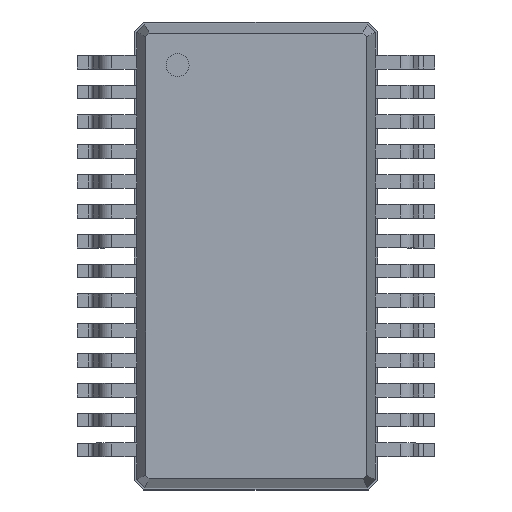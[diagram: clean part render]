
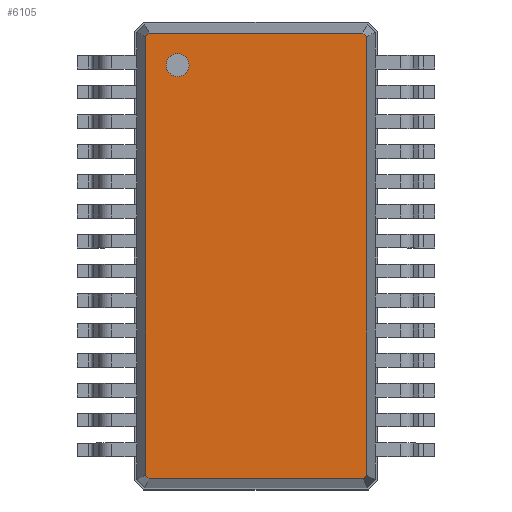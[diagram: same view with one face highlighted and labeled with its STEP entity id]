
A CAD part, top view. The second image highlights one B-rep face of the part: STEP entity #6105.
In plain terms, the highlighted planar face has unit normal (0, 0, 1).
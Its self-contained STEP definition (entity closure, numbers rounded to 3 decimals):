
#13=DIRECTION('',(0.,0.,1.));
#27=VECTOR('',#28,1.);
#28=DIRECTION('',(1.,0.,0.));
#51=VECTOR('',#52,1.);
#52=DIRECTION('',(0.707,-0.707,0.));
#58=VECTOR('',#59,1.);
#59=DIRECTION('',(0.,-1.,0.));
#65=VECTOR('',#66,1.);
#66=DIRECTION('',(-0.707,-0.707,0.));
#72=VECTOR('',#73,1.);
#73=DIRECTION('',(-1.,0.,0.));
#79=VECTOR('',#80,1.);
#80=DIRECTION('',(-0.707,0.707,0.));
#86=VECTOR('',#87,1.);
#87=DIRECTION('',(0.,1.,0.));
#91=VECTOR('',#92,1.);
#92=DIRECTION('',(0.707,0.707,0.));
#1813=VERTEX_POINT('',#1814);
#1814=CARTESIAN_POINT('',(-2.407,4.778,2.1));
#1816=ORIENTED_EDGE('',*,*,#1817,.F.);
#1817=EDGE_CURVE('',#1818,#1813,#1820,.T.);
#1818=VERTEX_POINT('',#1819);
#1819=CARTESIAN_POINT('',(-2.407,-4.778,2.1));
#1820=LINE('',#1819,#86);
#1831=VERTEX_POINT('',#1832);
#1832=CARTESIAN_POINT('',(-2.328,4.857,2.1));
#1834=ORIENTED_EDGE('',*,*,#1835,.F.);
#1835=EDGE_CURVE('',#1813,#1831,#1836,.T.);
#1836=LINE('',#1814,#91);
#1845=VERTEX_POINT('',#1846);
#1846=CARTESIAN_POINT('',(2.328,4.857,2.1));
#1848=ORIENTED_EDGE('',*,*,#1849,.F.);
#1849=EDGE_CURVE('',#1831,#1845,#1850,.T.);
#1850=LINE('',#1832,#27);
#1859=VERTEX_POINT('',#1860);
#1860=CARTESIAN_POINT('',(2.407,4.778,2.1));
#1862=ORIENTED_EDGE('',*,*,#1863,.F.);
#1863=EDGE_CURVE('',#1845,#1859,#1864,.T.);
#1864=LINE('',#1846,#51);
#1985=VERTEX_POINT('',#1986);
#1986=CARTESIAN_POINT('',(2.407,-4.778,2.1));
#1988=ORIENTED_EDGE('',*,*,#1989,.F.);
#1989=EDGE_CURVE('',#1859,#1985,#1990,.T.);
#1990=LINE('',#1860,#58);
#6105=ADVANCED_FACE('',(#6106,#6121),#6131,.T.);
#6106=FACE_BOUND('',#6107,.T.);
#6107=EDGE_LOOP('',(#1848,#1834,#1816,#6108,#6113,#6118,#1988,#1862));
#6108=ORIENTED_EDGE('',*,*,#6109,.F.);
#6109=EDGE_CURVE('',#6110,#1818,#6112,.T.);
#6110=VERTEX_POINT('',#6111);
#6111=CARTESIAN_POINT('',(-2.328,-4.857,2.1));
#6112=LINE('',#6111,#79);
#6113=ORIENTED_EDGE('',*,*,#6114,.F.);
#6114=EDGE_CURVE('',#6115,#6110,#6117,.T.);
#6115=VERTEX_POINT('',#6116);
#6116=CARTESIAN_POINT('',(2.328,-4.857,2.1));
#6117=LINE('',#6116,#72);
#6118=ORIENTED_EDGE('',*,*,#6119,.F.);
#6119=EDGE_CURVE('',#1985,#6115,#6120,.T.);
#6120=LINE('',#1986,#65);
#6121=FACE_BOUND('',#6122,.T.);
#6122=EDGE_LOOP('',(#6123));
#6123=ORIENTED_EDGE('',*,*,#6124,.T.);
#6124=EDGE_CURVE('',#6125,#6125,#6127,.T.);
#6125=VERTEX_POINT('',#6126);
#6126=CARTESIAN_POINT('',(-1.707,3.907,2.1));
#6127=CIRCLE('',#6128,0.25);
#6128=AXIS2_PLACEMENT_3D('',#6129,#6130,#59);
#6129=CARTESIAN_POINT('',(-1.707,4.157,2.1));
#6130=DIRECTION('',(0.,-0.,-1.));
#6131=PLANE('',#6132);
#6132=AXIS2_PLACEMENT_3D('',#1832,#13,#6133);
#6133=DIRECTION('',(0.432,-0.902,0.));
